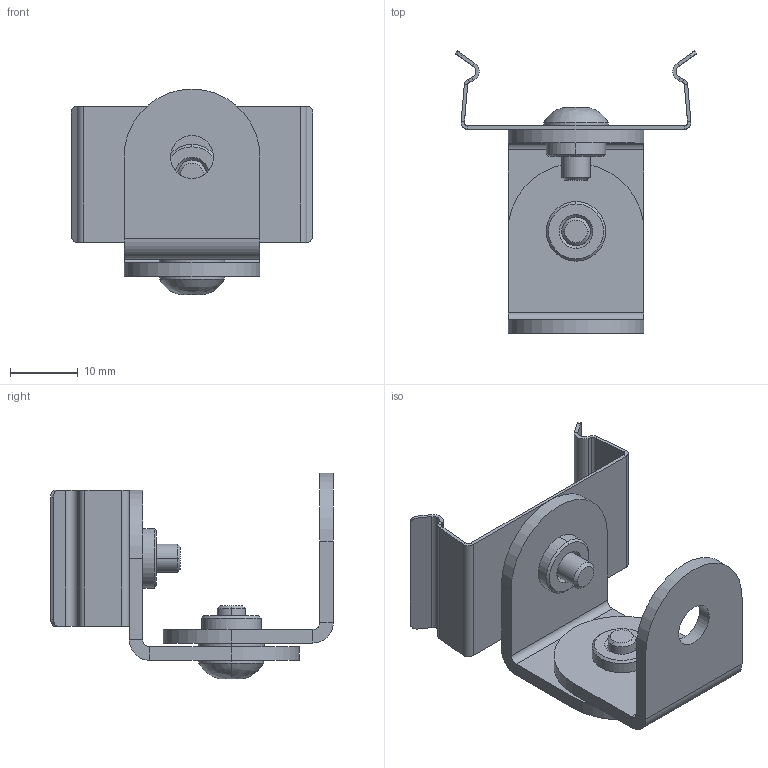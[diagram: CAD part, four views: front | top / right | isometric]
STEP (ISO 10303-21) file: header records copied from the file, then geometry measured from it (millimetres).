
FILE_DESCRIPTION((''),'2;1');
FILE_NAME('176601_ASM','2013-12-17T',('pdmadmin'),(''),'PRO/ENGINEER BY PARAMETRIC TECHNOLOGY CORPORATION, 2013230','PRO/ENGINEER BY PARAMETRIC TECHNOLOGY CORPORATION, 2013230','');
FILE_SCHEMA(('CONFIG_CONTROL_DESIGN'));
Products named in the file (7): 172915; SP-M5-2_PEM_INSERT; 172915_ASM; 13019; 169959; 109213; 176601_ASM
Assembly tree (8 placements, depth 3):
  176601_ASM
    172915_ASM  x2
      172915
      SP-M5-2_PEM_INSERT
    13019
    169959
    109213  x2
Bounding box: 35.57 x 41.55 x 30.28 mm (x, y, z)
Volume: 4467.1 mm3; surface area: 7440.2 mm2
Topology: 8 solids, 10 shells, 260 faces, 626 edges, 388 vertices
Faces by surface type: cylinder 128, plane 108, cone 20, bspline 4
Entity records: 6683 total; most frequent: CARTESIAN_POINT 1853, ORIENTED_EDGE 980, DIRECTION 966, EDGE_CURVE 494, AXIS2_PLACEMENT_3D 372, VERTEX_POINT 304, VECTOR 222, LINE 222
